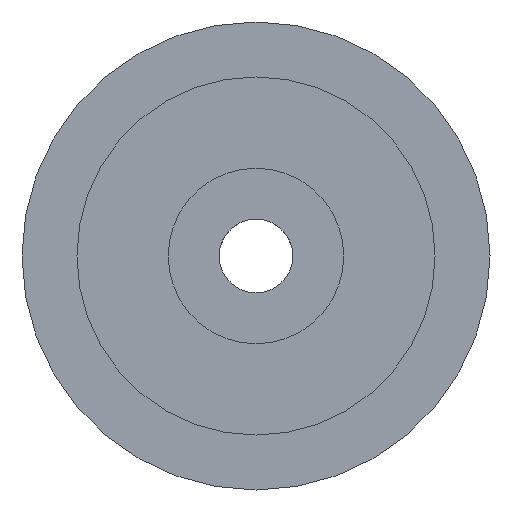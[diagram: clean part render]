
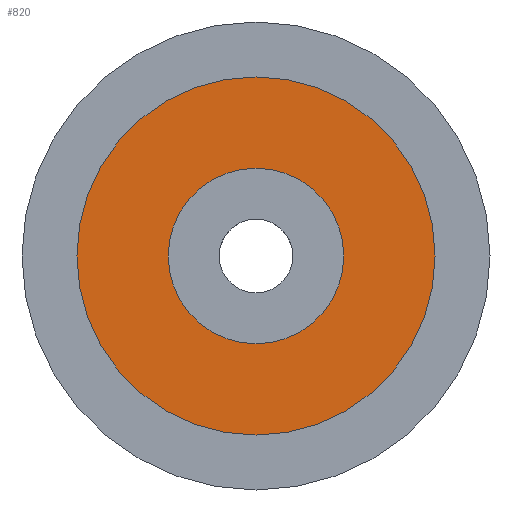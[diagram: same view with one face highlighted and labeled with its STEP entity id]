
A CAD part, front view. The second image highlights one B-rep face of the part: STEP entity #820.
In plain terms, the highlighted planar face has unit normal (0, -1, 0).
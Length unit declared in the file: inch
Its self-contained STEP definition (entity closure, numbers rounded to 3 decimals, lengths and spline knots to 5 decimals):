
#2 = AXIS2_PLACEMENT_3D ( 'NONE', #226, #448, #965 ) ;
#6 = CARTESIAN_POINT ( 'NONE',  ( 0., 0.06, 0. ) ) ;
#45 = VERTEX_POINT ( 'NONE', #176 ) ;
#52 = AXIS2_PLACEMENT_3D ( 'NONE', #893, #455, #966 ) ;
#76 = CARTESIAN_POINT ( 'NONE',  ( 0., 0.06, 0. ) ) ;
#78 = DIRECTION ( 'NONE',  ( 0., 0., -1. ) ) ;
#79 = DIRECTION ( 'NONE',  ( 0., -1., 0. ) ) ;
#97 = VERTEX_POINT ( 'NONE', #266 ) ;
#115 = CARTESIAN_POINT ( 'NONE',  ( 0., 0.06, -0.3825 ) ) ;
#128 = VERTEX_POINT ( 'NONE', #115 ) ;
#155 = CIRCLE ( 'NONE', #363, 0.1875 ) ;
#176 = CARTESIAN_POINT ( 'NONE',  ( 0., 0.06, 0.1875 ) ) ;
#218 = CIRCLE ( 'NONE', #52, 0.3825 ) ;
#226 = CARTESIAN_POINT ( 'NONE',  ( 0., 0.06, 0. ) ) ;
#245 = DIRECTION ( 'NONE',  ( 0., 0., -1. ) ) ;
#262 = ORIENTED_EDGE ( 'NONE', *, *, #554, .T. ) ;
#266 = CARTESIAN_POINT ( 'NONE',  ( 0., 0.06, 0.3825 ) ) ;
#278 = AXIS2_PLACEMENT_3D ( 'NONE', #322, #344, #245 ) ;
#322 = CARTESIAN_POINT ( 'NONE',  ( 0., 0.06, 0. ) ) ;
#344 = DIRECTION ( 'NONE',  ( 0., -1., 0. ) ) ;
#345 = ORIENTED_EDGE ( 'NONE', *, *, #844, .T. ) ;
#350 = CARTESIAN_POINT ( 'NONE',  ( 0., 0.06, -0.1875 ) ) ;
#363 = AXIS2_PLACEMENT_3D ( 'NONE', #6, #547, #78 ) ;
#414 = FACE_OUTER_BOUND ( 'NONE', #483, .T. ) ;
#445 = EDGE_CURVE ( 'NONE', #45, #659, #940, .T. ) ;
#448 = DIRECTION ( 'NONE',  ( 0., -1., 0. ) ) ;
#455 = DIRECTION ( 'NONE',  ( 0., -1., 0. ) ) ;
#483 = EDGE_LOOP ( 'NONE', ( #262, #345 ) ) ;
#518 = ORIENTED_EDGE ( 'NONE', *, *, #445, .F. ) ;
#547 = DIRECTION ( 'NONE',  ( 0., -1., 0. ) ) ;
#554 = EDGE_CURVE ( 'NONE', #128, #97, #650, .T. ) ;
#589 = AXIS2_PLACEMENT_3D ( 'NONE', #76, #79, #765 ) ;
#603 = PLANE ( 'NONE',  #2 ) ;
#650 = CIRCLE ( 'NONE', #589, 0.3825 ) ;
#659 = VERTEX_POINT ( 'NONE', #350 ) ;
#710 = FACE_BOUND ( 'NONE', #905, .T. ) ;
#765 = DIRECTION ( 'NONE',  ( 0., 0., -1. ) ) ;
#820 = ADVANCED_FACE ( 'NONE', ( #710, #414 ), #603, .T. ) ;
#844 = EDGE_CURVE ( 'NONE', #97, #128, #218, .T. ) ;
#893 = CARTESIAN_POINT ( 'NONE',  ( 0., 0.06, 0. ) ) ;
#905 = EDGE_LOOP ( 'NONE', ( #518, #931 ) ) ;
#913 = EDGE_CURVE ( 'NONE', #659, #45, #155, .T. ) ;
#931 = ORIENTED_EDGE ( 'NONE', *, *, #913, .F. ) ;
#940 = CIRCLE ( 'NONE', #278, 0.1875 ) ;
#965 = DIRECTION ( 'NONE',  ( 0., 0., -1. ) ) ;
#966 = DIRECTION ( 'NONE',  ( 0., 0., -1. ) ) ;
